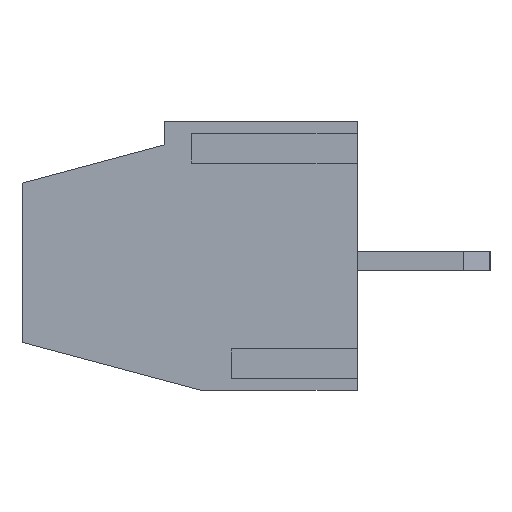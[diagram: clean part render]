
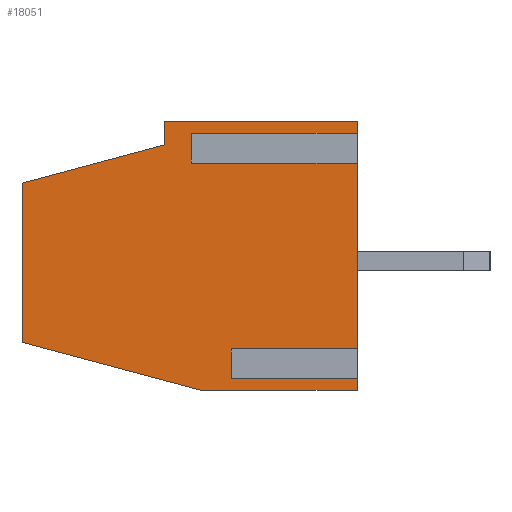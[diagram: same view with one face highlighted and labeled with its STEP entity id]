
A CAD part, left-side view. The second image highlights one B-rep face of the part: STEP entity #18051.
In plain terms, the highlighted planar face has unit normal (-1, 0, 0).
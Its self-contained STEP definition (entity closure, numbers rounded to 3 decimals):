
#407 = DIRECTION ( 'NONE',  ( 0., 0., 1. ) ) ;
#456 = ORIENTED_EDGE ( 'NONE', *, *, #4011, .T. ) ;
#1102 = LINE ( 'NONE', #21450, #10129 ) ;
#1327 = EDGE_CURVE ( 'NONE', #4819, #28174, #1102, .T. ) ;
#1519 = VECTOR ( 'NONE', #20042, 1000. ) ;
#1720 = CARTESIAN_POINT ( 'NONE',  ( -2.5, 0., -3.368 ) ) ;
#2284 = ORIENTED_EDGE ( 'NONE', *, *, #23482, .T. ) ;
#3484 = VECTOR ( 'NONE', #9664, 1000. ) ;
#3561 = CARTESIAN_POINT ( 'NONE',  ( -2.5, 5.8, 3.5 ) ) ;
#3975 = PLANE ( 'NONE',  #17818 ) ;
#4011 = EDGE_CURVE ( 'NONE', #30836, #24317, #32700, .T. ) ;
#4137 = CARTESIAN_POINT ( 'NONE',  ( -2.5, 3.8, -2.832 ) ) ;
#4329 = VECTOR ( 'NONE', #20638, 1000. ) ;
#4445 = CARTESIAN_POINT ( 'NONE',  ( -2.5, 3.8, -3.368 ) ) ;
#4466 = VECTOR ( 'NONE', #12678, 1000. ) ;
#4685 = VECTOR ( 'NONE', #12157, 1000. ) ;
#4819 = VERTEX_POINT ( 'NONE', #11895 ) ;
#5319 = CARTESIAN_POINT ( 'NONE',  ( -2.5, 0., 4.2 ) ) ;
#5391 = LINE ( 'NONE', #18296, #13327 ) ;
#5393 = VECTOR ( 'NONE', #27817, 1000. ) ;
#5458 = VECTOR ( 'NONE', #13894, 1000. ) ;
#5518 = VERTEX_POINT ( 'NONE', #4137 ) ;
#5534 = CARTESIAN_POINT ( 'NONE',  ( -2.5, 0., 4.2 ) ) ;
#5616 = EDGE_CURVE ( 'NONE', #23957, #30661, #5391, .T. ) ;
#5860 = EDGE_CURVE ( 'NONE', #14365, #11227, #27327, .T. ) ;
#6032 = EDGE_LOOP ( 'NONE', ( #30235, #32353, #11265, #15615, #11494, #29490, #2284, #456, #12023, #28974, #20351, #12632, #27796, #24762, #7808 ) ) ;
#6276 = EDGE_CURVE ( 'NONE', #30661, #24317, #10417, .T. ) ;
#6558 = EDGE_CURVE ( 'NONE', #12481, #28174, #9073, .T. ) ;
#7283 = EDGE_CURVE ( 'NONE', #18859, #14352, #32077, .T. ) ;
#7311 = CARTESIAN_POINT ( 'NONE',  ( -2.5, 5.8, 4.2 ) ) ;
#7470 = EDGE_CURVE ( 'NONE', #18859, #5518, #21618, .T. ) ;
#7518 = CARTESIAN_POINT ( 'NONE',  ( -2.5, 3.8, -3.368 ) ) ;
#7808 = ORIENTED_EDGE ( 'NONE', *, *, #12983, .T. ) ;
#8499 = EDGE_CURVE ( 'NONE', #11227, #27068, #15082, .T. ) ;
#9073 = LINE ( 'NONE', #19175, #9671 ) ;
#9493 = CARTESIAN_POINT ( 'NONE',  ( -2.5, 3.8, -2.832 ) ) ;
#9564 = VECTOR ( 'NONE', #12575, 1000. ) ;
#9664 = DIRECTION ( 'NONE',  ( 0., -1., 0. ) ) ;
#9671 = VECTOR ( 'NONE', #29264, 1000. ) ;
#10129 = VECTOR ( 'NONE', #31550, 1000. ) ;
#10253 = CARTESIAN_POINT ( 'NONE',  ( -2.5, 10.1, -2.452 ) ) ;
#10417 = LINE ( 'NONE', #15867, #11804 ) ;
#11227 = VERTEX_POINT ( 'NONE', #10253 ) ;
#11265 = ORIENTED_EDGE ( 'NONE', *, *, #28323, .T. ) ;
#11494 = ORIENTED_EDGE ( 'NONE', *, *, #1327, .F. ) ;
#11804 = VECTOR ( 'NONE', #25936, 1000. ) ;
#11895 = CARTESIAN_POINT ( 'NONE',  ( -2.5, 5., 3.132 ) ) ;
#12023 = ORIENTED_EDGE ( 'NONE', *, *, #6276, .F. ) ;
#12157 = DIRECTION ( 'NONE',  ( 0., -1., 0. ) ) ;
#12481 = VERTEX_POINT ( 'NONE', #27574 ) ;
#12575 = DIRECTION ( 'NONE',  ( 0., 0., -1. ) ) ;
#12632 = ORIENTED_EDGE ( 'NONE', *, *, #8499, .F. ) ;
#12678 = DIRECTION ( 'NONE',  ( 0., 0., 1. ) ) ;
#12726 = LINE ( 'NONE', #27922, #9564 ) ;
#12983 = EDGE_CURVE ( 'NONE', #29445, #14352, #19900, .T. ) ;
#13327 = VECTOR ( 'NONE', #18465, 1000. ) ;
#13894 = DIRECTION ( 'NONE',  ( 0., -1., 0. ) ) ;
#14352 = VERTEX_POINT ( 'NONE', #1720 ) ;
#14365 = VERTEX_POINT ( 'NONE', #17108 ) ;
#14917 = CARTESIAN_POINT ( 'NONE',  ( -2.5, 0., 3.668 ) ) ;
#15082 = LINE ( 'NONE', #20818, #18218 ) ;
#15526 = CARTESIAN_POINT ( 'NONE',  ( -2.5, 5., 3.668 ) ) ;
#15615 = ORIENTED_EDGE ( 'NONE', *, *, #6558, .T. ) ;
#15867 = CARTESIAN_POINT ( 'NONE',  ( -2.5, 10.1, 4.2 ) ) ;
#16214 = DIRECTION ( 'NONE',  ( 1., 0., 0. ) ) ;
#17052 = LINE ( 'NONE', #27131, #1519 ) ;
#17072 = EDGE_CURVE ( 'NONE', #21426, #4819, #12726, .T. ) ;
#17108 = CARTESIAN_POINT ( 'NONE',  ( -2.5, 4.697, -3.9 ) ) ;
#17404 = LINE ( 'NONE', #9493, #3484 ) ;
#17818 = AXIS2_PLACEMENT_3D ( 'NONE', #18873, #16214, #21185 ) ;
#17985 = VECTOR ( 'NONE', #407, 1000. ) ;
#18051 = ADVANCED_FACE ( 'NONE', ( #21843 ), #3975, .F. ) ;
#18218 = VECTOR ( 'NONE', #27644, 1000. ) ;
#18296 = CARTESIAN_POINT ( 'NONE',  ( -2.5, 5.8, 3.5 ) ) ;
#18465 = DIRECTION ( 'NONE',  ( 0., 0., 1. ) ) ;
#18859 = VERTEX_POINT ( 'NONE', #29133 ) ;
#18873 = CARTESIAN_POINT ( 'NONE',  ( -2.5, 10.1, 4.2 ) ) ;
#18936 = CARTESIAN_POINT ( 'NONE',  ( -2.5, 0., 3.132 ) ) ;
#19175 = CARTESIAN_POINT ( 'NONE',  ( -2.5, 0., 4.2 ) ) ;
#19900 = LINE ( 'NONE', #5319, #25204 ) ;
#20042 = DIRECTION ( 'NONE',  ( 0., -0.966, 0.259 ) ) ;
#20351 = ORIENTED_EDGE ( 'NONE', *, *, #30933, .F. ) ;
#20638 = DIRECTION ( 'NONE',  ( 0., -1., 0. ) ) ;
#20722 = CARTESIAN_POINT ( 'NONE',  ( -2.5, 0., 4.2 ) ) ;
#20811 = LINE ( 'NONE', #15526, #4329 ) ;
#20818 = CARTESIAN_POINT ( 'NONE',  ( -2.5, 10.1, 4.2 ) ) ;
#21185 = DIRECTION ( 'NONE',  ( 0., 0., -1. ) ) ;
#21426 = VERTEX_POINT ( 'NONE', #32757 ) ;
#21450 = CARTESIAN_POINT ( 'NONE',  ( -2.5, 5., 3.132 ) ) ;
#21618 = LINE ( 'NONE', #7518, #4466 ) ;
#21843 = FACE_OUTER_BOUND ( 'NONE', #6032, .T. ) ;
#22697 = CARTESIAN_POINT ( 'NONE',  ( -2.5, 10.1, -2.452 ) ) ;
#23482 = EDGE_CURVE ( 'NONE', #21426, #30836, #20811, .T. ) ;
#23957 = VERTEX_POINT ( 'NONE', #3561 ) ;
#24317 = VERTEX_POINT ( 'NONE', #20722 ) ;
#24693 = LINE ( 'NONE', #29682, #4685 ) ;
#24762 = ORIENTED_EDGE ( 'NONE', *, *, #30609, .T. ) ;
#25204 = VECTOR ( 'NONE', #25329, 1000. ) ;
#25329 = DIRECTION ( 'NONE',  ( 0., 0., 1. ) ) ;
#25936 = DIRECTION ( 'NONE',  ( 0., -1., 0. ) ) ;
#27068 = VERTEX_POINT ( 'NONE', #29323 ) ;
#27131 = CARTESIAN_POINT ( 'NONE',  ( -2.5, 10.1, 2.348 ) ) ;
#27327 = LINE ( 'NONE', #22697, #5393 ) ;
#27471 = CARTESIAN_POINT ( 'NONE',  ( -2.5, 0., -3.9 ) ) ;
#27574 = CARTESIAN_POINT ( 'NONE',  ( -2.5, 0., -2.832 ) ) ;
#27644 = DIRECTION ( 'NONE',  ( 0., 0., 1. ) ) ;
#27796 = ORIENTED_EDGE ( 'NONE', *, *, #5860, .F. ) ;
#27817 = DIRECTION ( 'NONE',  ( 0., 0.966, 0.259 ) ) ;
#27922 = CARTESIAN_POINT ( 'NONE',  ( -2.5, 5., 3.668 ) ) ;
#28174 = VERTEX_POINT ( 'NONE', #18936 ) ;
#28323 = EDGE_CURVE ( 'NONE', #5518, #12481, #17404, .T. ) ;
#28974 = ORIENTED_EDGE ( 'NONE', *, *, #5616, .F. ) ;
#29133 = CARTESIAN_POINT ( 'NONE',  ( -2.5, 3.8, -3.368 ) ) ;
#29264 = DIRECTION ( 'NONE',  ( 0., 0., 1. ) ) ;
#29323 = CARTESIAN_POINT ( 'NONE',  ( -2.5, 10.1, 2.348 ) ) ;
#29445 = VERTEX_POINT ( 'NONE', #27471 ) ;
#29490 = ORIENTED_EDGE ( 'NONE', *, *, #17072, .F. ) ;
#29682 = CARTESIAN_POINT ( 'NONE',  ( -2.5, 10.1, -3.9 ) ) ;
#30235 = ORIENTED_EDGE ( 'NONE', *, *, #7283, .F. ) ;
#30609 = EDGE_CURVE ( 'NONE', #14365, #29445, #24693, .T. ) ;
#30661 = VERTEX_POINT ( 'NONE', #7311 ) ;
#30836 = VERTEX_POINT ( 'NONE', #14917 ) ;
#30933 = EDGE_CURVE ( 'NONE', #27068, #23957, #17052, .T. ) ;
#31550 = DIRECTION ( 'NONE',  ( 0., -1., 0. ) ) ;
#32077 = LINE ( 'NONE', #4445, #5458 ) ;
#32353 = ORIENTED_EDGE ( 'NONE', *, *, #7470, .T. ) ;
#32700 = LINE ( 'NONE', #5534, #17985 ) ;
#32757 = CARTESIAN_POINT ( 'NONE',  ( -2.5, 5., 3.668 ) ) ;
